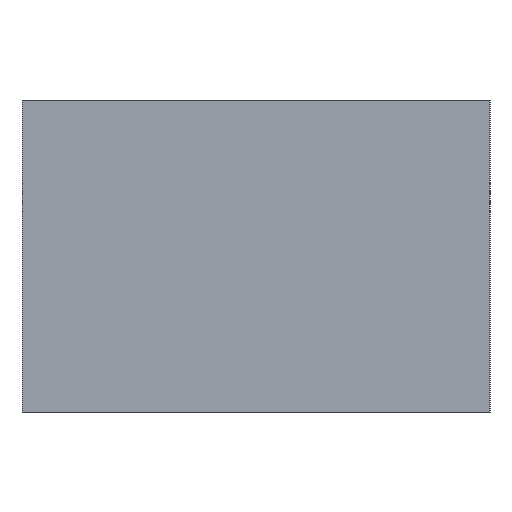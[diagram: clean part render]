
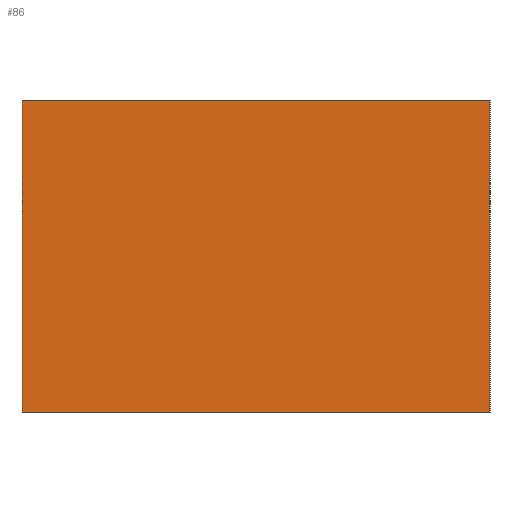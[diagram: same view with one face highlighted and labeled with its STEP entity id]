
A CAD part, left-side view. The second image highlights one B-rep face of the part: STEP entity #86.
In plain terms, the highlighted planar face has unit normal (-1, 0, 0).
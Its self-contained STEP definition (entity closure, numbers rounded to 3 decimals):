
#4 = DIRECTION ( 'NONE',  ( 0., 0., -1. ) ) ;
#9 = AXIS2_PLACEMENT_3D ( 'NONE', #146, #333, #15 ) ;
#11 = CARTESIAN_POINT ( 'NONE',  ( -0.5, -0.3, 0. ) ) ;
#15 = DIRECTION ( 'NONE',  ( 0., 0., -1. ) ) ;
#27 = EDGE_LOOP ( 'NONE', ( #71, #131, #129, #295 ) ) ;
#31 = FACE_OUTER_BOUND ( 'NONE', #27, .T. ) ;
#33 = CARTESIAN_POINT ( 'NONE',  ( -0.5, -0.3, 0.4 ) ) ;
#50 = VECTOR ( 'NONE', #229, 1000. ) ;
#71 = ORIENTED_EDGE ( 'NONE', *, *, #121, .T. ) ;
#86 = ADVANCED_FACE ( 'NONE', ( #31 ), #216, .F. ) ;
#99 = DIRECTION ( 'NONE',  ( 0., -1., 0. ) ) ;
#100 = LINE ( 'NONE', #122, #203 ) ;
#116 = EDGE_CURVE ( 'NONE', #339, #211, #100, .T. ) ;
#121 = EDGE_CURVE ( 'NONE', #231, #290, #343, .T. ) ;
#122 = CARTESIAN_POINT ( 'NONE',  ( -0.5, 0.3, 0.4 ) ) ;
#129 = ORIENTED_EDGE ( 'NONE', *, *, #116, .F. ) ;
#131 = ORIENTED_EDGE ( 'NONE', *, *, #200, .F. ) ;
#144 = CARTESIAN_POINT ( 'NONE',  ( -0.5, -0.3, 0.4 ) ) ;
#145 = CARTESIAN_POINT ( 'NONE',  ( -0.5, 0.3, 0. ) ) ;
#146 = CARTESIAN_POINT ( 'NONE',  ( -0.5, 0.3, 0.4 ) ) ;
#161 = CARTESIAN_POINT ( 'NONE',  ( -0.5, 0.3, 0.4 ) ) ;
#166 = DIRECTION ( 'NONE',  ( 0., 0., -1. ) ) ;
#180 = VECTOR ( 'NONE', #166, 1000. ) ;
#198 = LINE ( 'NONE', #309, #180 ) ;
#200 = EDGE_CURVE ( 'NONE', #211, #290, #273, .T. ) ;
#203 = VECTOR ( 'NONE', #99, 1000. ) ;
#211 = VERTEX_POINT ( 'NONE', #144 ) ;
#216 = PLANE ( 'NONE',  #9 ) ;
#229 = DIRECTION ( 'NONE',  ( 0., -1., 0. ) ) ;
#231 = VERTEX_POINT ( 'NONE', #145 ) ;
#267 = EDGE_CURVE ( 'NONE', #339, #231, #198, .T. ) ;
#273 = LINE ( 'NONE', #33, #342 ) ;
#290 = VERTEX_POINT ( 'NONE', #11 ) ;
#295 = ORIENTED_EDGE ( 'NONE', *, *, #267, .T. ) ;
#309 = CARTESIAN_POINT ( 'NONE',  ( -0.5, 0.3, 0.4 ) ) ;
#333 = DIRECTION ( 'NONE',  ( 1., 0., 0. ) ) ;
#339 = VERTEX_POINT ( 'NONE', #161 ) ;
#341 = CARTESIAN_POINT ( 'NONE',  ( -0.5, 0.3, 0. ) ) ;
#342 = VECTOR ( 'NONE', #4, 1000. ) ;
#343 = LINE ( 'NONE', #341, #50 ) ;
